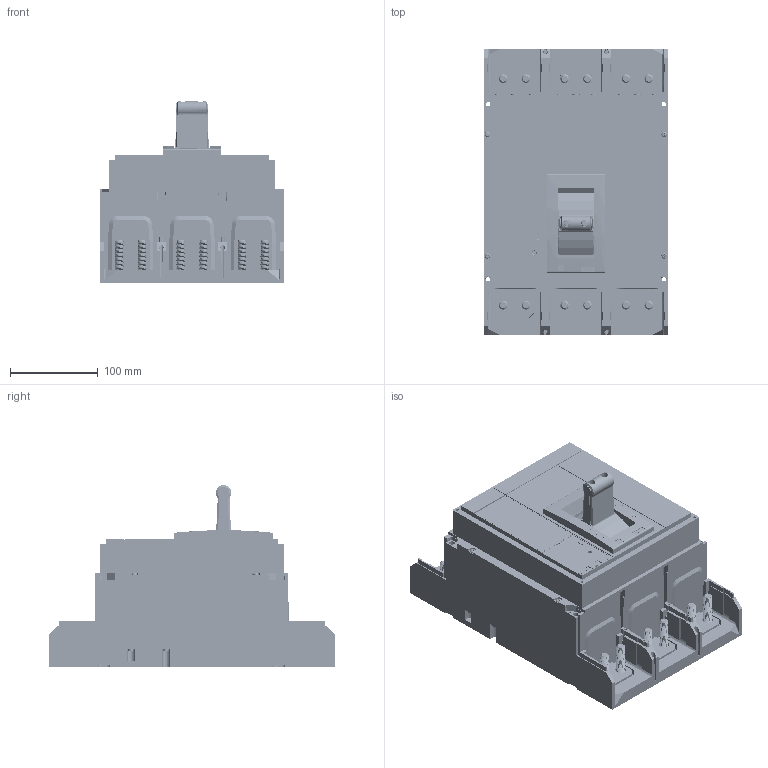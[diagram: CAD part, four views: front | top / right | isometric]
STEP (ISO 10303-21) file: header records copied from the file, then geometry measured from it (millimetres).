
FILE_DESCRIPTION (( 'STEP AP203' ), '1' );
FILE_NAME ('mccb99C-1250-1000.ÃÌ Âûêëþ÷àòåëü àâòîìàòè÷åñêèé ÂÀ-99C 12501000À 3P 50êÀ EKF.STEP', '2025-03-21T09:51:15', ( '' ), ( '' ), 'SwSTEP 2.0', 'SolidWorks 2021', '' );
FILE_SCHEMA (( 'CONFIG_CONTROL_DESIGN' ));
Products named in the file (1): mccb99C-1250-1000.ÃÌ Âûêëþ÷àòåëü àâòîìàòè÷åñêèé ÂÀ-99C 12501000À 3P 50êÀ EKF
Bounding box: 209 x 326 x 207.4 mm (x, y, z)
Volume: 6855763.6 mm3; surface area: 770964.8 mm2
Topology: 111 solids, 111 shells, 3673 faces, 9882 edges, 6551 vertices
Faces by surface type: plane 2115, cylinder 1153, bspline 303, cone 52, torus 40, sphere 10
Entity records: 174857 total; most frequent: CARTESIAN_POINT 88260, ORIENTED_EDGE 19764, DIRECTION 15553, EDGE_CURVE 9882, VERTEX_POINT 6551, LINE 6431, VECTOR 6431, AXIS2_PLACEMENT_3D 4561
